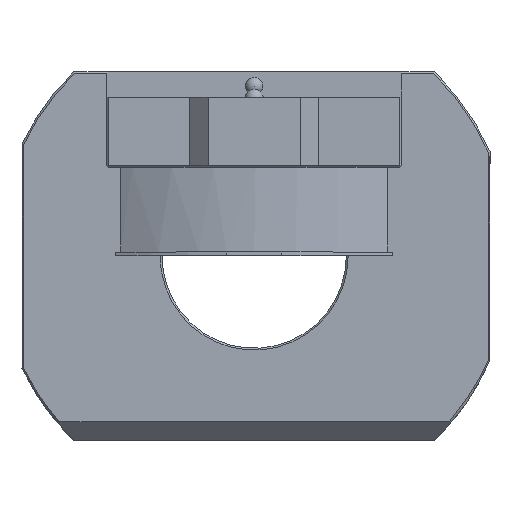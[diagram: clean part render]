
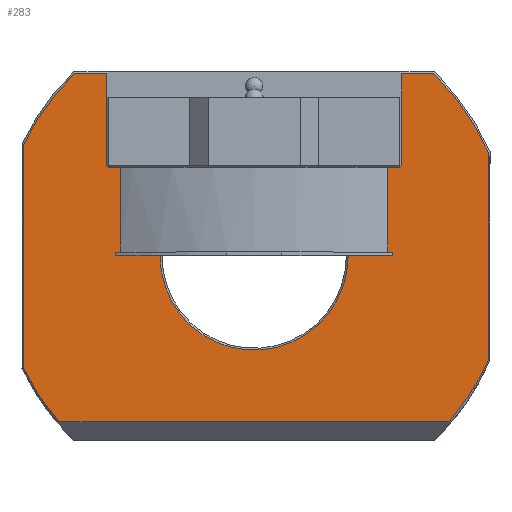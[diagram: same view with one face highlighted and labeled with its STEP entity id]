
A CAD part, top view. The second image highlights one B-rep face of the part: STEP entity #283.
In plain terms, the highlighted planar face has unit normal (0, 0, 1).
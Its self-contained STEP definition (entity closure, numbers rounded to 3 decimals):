
#283=ADVANCED_FACE('',(#598),#430,.T.);
#430=PLANE('',#3373);
#598=FACE_OUTER_BOUND('',#791,.T.);
#791=EDGE_LOOP('',(#1658,#1659,#1660,#1661,#1662,#1663,#1664,#1665,#1666,
#1667,#1668,#1669,#1670,#1671,#1672,#1673,#1674,#1675));
#1658=ORIENTED_EDGE('',*,*,#2585,.T.);
#1659=ORIENTED_EDGE('',*,*,#2586,.T.);
#1660=ORIENTED_EDGE('',*,*,#2560,.T.);
#1661=ORIENTED_EDGE('',*,*,#2562,.T.);
#1662=ORIENTED_EDGE('',*,*,#2564,.T.);
#1663=ORIENTED_EDGE('',*,*,#2587,.T.);
#1664=ORIENTED_EDGE('',*,*,#2635,.F.);
#1665=ORIENTED_EDGE('',*,*,#2632,.T.);
#1666=ORIENTED_EDGE('',*,*,#2571,.T.);
#1667=ORIENTED_EDGE('',*,*,#2568,.T.);
#1668=ORIENTED_EDGE('',*,*,#2567,.T.);
#1669=ORIENTED_EDGE('',*,*,#2566,.T.);
#1670=ORIENTED_EDGE('',*,*,#2575,.T.);
#1671=ORIENTED_EDGE('',*,*,#2597,.T.);
#1672=ORIENTED_EDGE('',*,*,#2636,.F.);
#1673=ORIENTED_EDGE('',*,*,#2576,.T.);
#1674=ORIENTED_EDGE('',*,*,#2580,.T.);
#1675=ORIENTED_EDGE('',*,*,#2582,.T.);
#2101=VERTEX_POINT('',#5808);
#2102=VERTEX_POINT('',#5813);
#2103=VERTEX_POINT('',#5823);
#2104=VERTEX_POINT('',#5833);
#2105=VERTEX_POINT('',#5845);
#2106=VERTEX_POINT('',#5846);
#2107=VERTEX_POINT('',#5857);
#2108=VERTEX_POINT('',#5864);
#2109=VERTEX_POINT('',#5878);
#2112=VERTEX_POINT('',#5893);
#2113=VERTEX_POINT('',#5903);
#2114=VERTEX_POINT('',#5904);
#2116=VERTEX_POINT('',#5923);
#2117=VERTEX_POINT('',#5933);
#2118=VERTEX_POINT('',#5943);
#2119=VERTEX_POINT('',#5958);
#2126=VERTEX_POINT('',#6016);
#2151=VERTEX_POINT('',#6203);
#2560=EDGE_CURVE('',#2102,#2101,#3072,.T.);
#2562=EDGE_CURVE('',#2101,#2103,#3074,.T.);
#2564=EDGE_CURVE('',#2103,#2104,#3076,.T.);
#2566=EDGE_CURVE('',#2105,#2106,#3078,.T.);
#2567=EDGE_CURVE('',#2107,#2105,#3079,.T.);
#2568=EDGE_CURVE('',#2108,#2107,#3080,.T.);
#2571=EDGE_CURVE('',#2109,#2108,#3083,.T.);
#2575=EDGE_CURVE('',#2106,#2112,#3087,.T.);
#2576=EDGE_CURVE('',#2113,#2114,#3088,.T.);
#2580=EDGE_CURVE('',#2114,#2116,#3092,.T.);
#2582=EDGE_CURVE('',#2116,#2117,#3094,.T.);
#2585=EDGE_CURVE('',#2117,#2118,#3097,.T.);
#2586=EDGE_CURVE('',#2118,#2102,#3098,.T.);
#2587=EDGE_CURVE('',#2104,#2119,#3099,.T.);
#2597=EDGE_CURVE('',#2112,#2126,#3109,.T.);
#2632=EDGE_CURVE('',#2151,#2109,#3144,.T.);
#2635=EDGE_CURVE('',#2151,#2119,#3147,.T.);
#2636=EDGE_CURVE('',#2113,#2126,#3148,.T.);
#3072=B_SPLINE_CURVE_WITH_KNOTS('',3,(#5809,#5810,#5811,#5812),
 .UNSPECIFIED.,.F.,.F.,(4,4),(0.,1.),.UNSPECIFIED.);
#3074=B_SPLINE_CURVE_WITH_KNOTS('',3,(#5819,#5820,#5821,#5822),
 .UNSPECIFIED.,.F.,.F.,(4,4),(0.,1.),.UNSPECIFIED.);
#3076=B_SPLINE_CURVE_WITH_KNOTS('',3,(#5829,#5830,#5831,#5832),
 .UNSPECIFIED.,.F.,.F.,(4,4),(0.,1.),.UNSPECIFIED.);
#3078=B_SPLINE_CURVE_WITH_KNOTS('',3,(#5839,#5840,#5841,#5842,#5843,#5844),
 .UNSPECIFIED.,.F.,.F.,(4,2,4),(0.,0.5,1.),.UNSPECIFIED.);
#3079=B_SPLINE_CURVE_WITH_KNOTS('',3,(#5847,#5848,#5849,#5850,#5851,#5852,
#5853,#5854,#5855,#5856),.UNSPECIFIED.,.F.,.F.,(4,2,2,2,4),(0.,0.25,0.5,
0.75,1.),.UNSPECIFIED.);
#3080=B_SPLINE_CURVE_WITH_KNOTS('',3,(#5858,#5859,#5860,#5861,#5862,#5863),
 .UNSPECIFIED.,.F.,.F.,(4,2,4),(0.,0.5,1.),.UNSPECIFIED.);
#3083=B_SPLINE_CURVE_WITH_KNOTS('',3,(#5874,#5875,#5876,#5877),
 .UNSPECIFIED.,.F.,.F.,(4,4),(0.,1.),.UNSPECIFIED.);
#3087=B_SPLINE_CURVE_WITH_KNOTS('',3,(#5894,#5895,#5896,#5897),
 .UNSPECIFIED.,.F.,.F.,(4,4),(0.,1.),.UNSPECIFIED.);
#3088=B_SPLINE_CURVE_WITH_KNOTS('',3,(#5899,#5900,#5901,#5902),
 .UNSPECIFIED.,.F.,.F.,(4,4),(0.,1.),.UNSPECIFIED.);
#3092=B_SPLINE_CURVE_WITH_KNOTS('',3,(#5919,#5920,#5921,#5922),
 .UNSPECIFIED.,.F.,.F.,(4,4),(0.,1.),.UNSPECIFIED.);
#3094=B_SPLINE_CURVE_WITH_KNOTS('',3,(#5929,#5930,#5931,#5932),
 .UNSPECIFIED.,.F.,.F.,(4,4),(0.,1.),.UNSPECIFIED.);
#3097=B_SPLINE_CURVE_WITH_KNOTS('',3,(#5944,#5945,#5946,#5947),
 .UNSPECIFIED.,.F.,.F.,(4,4),(0.,1.),.UNSPECIFIED.);
#3098=B_SPLINE_CURVE_WITH_KNOTS('',3,(#5949,#5950,#5951,#5952),
 .UNSPECIFIED.,.F.,.F.,(4,4),(0.,1.),.UNSPECIFIED.);
#3099=B_SPLINE_CURVE_WITH_KNOTS('',3,(#5954,#5955,#5956,#5957),
 .UNSPECIFIED.,.F.,.F.,(4,4),(0.,1.),.UNSPECIFIED.);
#3109=B_SPLINE_CURVE_WITH_KNOTS('',3,(#6017,#6018,#6019,#6020),
 .UNSPECIFIED.,.F.,.F.,(4,4),(0.,1.),.UNSPECIFIED.);
#3144=B_SPLINE_CURVE_WITH_KNOTS('',3,(#6199,#6200,#6201,#6202),
 .UNSPECIFIED.,.F.,.F.,(4,4),(0.,1.),.UNSPECIFIED.);
#3147=B_SPLINE_CURVE_WITH_KNOTS('',3,(#6214,#6215,#6216,#6217),
 .UNSPECIFIED.,.F.,.F.,(4,4),(0.,1.),.UNSPECIFIED.);
#3148=B_SPLINE_CURVE_WITH_KNOTS('',3,(#6218,#6219,#6220,#6221),
 .UNSPECIFIED.,.F.,.F.,(4,4),(0.,1.),.UNSPECIFIED.);
#3373=AXIS2_PLACEMENT_3D('',#6222,#3711,#3712);
#3711=DIRECTION('',(0.,0.,1.));
#3712=DIRECTION('',(0.,1.,0.));
#5808=CARTESIAN_POINT('',(63.5,-28.249,17.));
#5809=CARTESIAN_POINT('',(52.965,-45.,17.));
#5810=CARTESIAN_POINT('',(57.257,-39.948,17.));
#5811=CARTESIAN_POINT('',(60.805,-34.307,17.));
#5812=CARTESIAN_POINT('',(63.5,-28.249,17.));
#5813=CARTESIAN_POINT('',(52.965,-45.,17.));
#5819=CARTESIAN_POINT('',(63.5,-28.249,17.));
#5820=CARTESIAN_POINT('',(63.5,-9.416,17.));
#5821=CARTESIAN_POINT('',(63.5,9.416,17.));
#5822=CARTESIAN_POINT('',(63.5,28.249,17.));
#5823=CARTESIAN_POINT('',(63.5,28.249,17.));
#5829=CARTESIAN_POINT('',(63.5,28.249,17.));
#5830=CARTESIAN_POINT('',(59.967,36.19,17.));
#5831=CARTESIAN_POINT('',(54.976,43.399,17.));
#5832=CARTESIAN_POINT('',(48.785,49.5,17.));
#5833=CARTESIAN_POINT('',(48.785,49.5,17.));
#5839=CARTESIAN_POINT('',(-25.5,0.,17.));
#5840=CARTESIAN_POINT('',(-25.5,5.847,17.));
#5841=CARTESIAN_POINT('',(-23.432,11.635,17.));
#5842=CARTESIAN_POINT('',(-16.024,20.68,17.));
#5843=CARTESIAN_POINT('',(-10.758,23.848,17.));
#5844=CARTESIAN_POINT('',(-5.025,25.,17.));
#5845=CARTESIAN_POINT('',(-25.5,0.,17.));
#5846=CARTESIAN_POINT('',(-5.025,25.,17.));
#5847=CARTESIAN_POINT('',(25.5,0.,17.));
#5848=CARTESIAN_POINT('',(25.5,-6.697,17.));
#5849=CARTESIAN_POINT('',(22.766,-13.296,17.));
#5850=CARTESIAN_POINT('',(13.296,-22.766,17.));
#5851=CARTESIAN_POINT('',(6.696,-25.5,17.));
#5852=CARTESIAN_POINT('',(-6.696,-25.5,17.));
#5853=CARTESIAN_POINT('',(-13.296,-22.766,17.));
#5854=CARTESIAN_POINT('',(-22.766,-13.296,17.));
#5855=CARTESIAN_POINT('',(-25.5,-6.698,17.));
#5856=CARTESIAN_POINT('',(-25.5,0.,17.));
#5857=CARTESIAN_POINT('',(25.5,0.,17.));
#5858=CARTESIAN_POINT('',(5.025,25.,17.));
#5859=CARTESIAN_POINT('',(10.757,23.848,17.));
#5860=CARTESIAN_POINT('',(16.024,20.68,17.));
#5861=CARTESIAN_POINT('',(23.432,11.635,17.));
#5862=CARTESIAN_POINT('',(25.5,5.848,17.));
#5863=CARTESIAN_POINT('',(25.5,0.,17.));
#5864=CARTESIAN_POINT('',(5.025,25.,17.));
#5874=CARTESIAN_POINT('',(39.5,25.,17.));
#5875=CARTESIAN_POINT('',(28.008,25.,17.));
#5876=CARTESIAN_POINT('',(16.517,25.,17.));
#5877=CARTESIAN_POINT('',(5.025,25.,17.));
#5878=CARTESIAN_POINT('',(39.5,25.,17.));
#5893=CARTESIAN_POINT('',(-39.5,25.,17.));
#5894=CARTESIAN_POINT('',(-5.025,25.,17.));
#5895=CARTESIAN_POINT('',(-16.517,25.,17.));
#5896=CARTESIAN_POINT('',(-28.008,25.,17.));
#5897=CARTESIAN_POINT('',(-39.5,25.,17.));
#5899=CARTESIAN_POINT('',(-40.,49.5,17.));
#5900=CARTESIAN_POINT('',(-42.928,49.5,17.));
#5901=CARTESIAN_POINT('',(-45.857,49.5,17.));
#5902=CARTESIAN_POINT('',(-48.785,49.5,17.));
#5903=CARTESIAN_POINT('',(-40.,49.5,17.));
#5904=CARTESIAN_POINT('',(-48.785,49.5,17.));
#5919=CARTESIAN_POINT('',(-48.785,49.5,17.));
#5920=CARTESIAN_POINT('',(-54.408,43.958,17.));
#5921=CARTESIAN_POINT('',(-59.047,37.498,17.));
#5922=CARTESIAN_POINT('',(-62.5,30.397,17.));
#5923=CARTESIAN_POINT('',(-62.5,30.397,17.));
#5929=CARTESIAN_POINT('',(-62.5,30.397,17.));
#5930=CARTESIAN_POINT('',(-62.5,10.132,17.));
#5931=CARTESIAN_POINT('',(-62.5,-10.132,17.));
#5932=CARTESIAN_POINT('',(-62.5,-30.397,17.));
#5933=CARTESIAN_POINT('',(-62.5,-30.397,17.));
#5943=CARTESIAN_POINT('',(-52.965,-45.,17.));
#5944=CARTESIAN_POINT('',(-62.5,-30.397,17.));
#5945=CARTESIAN_POINT('',(-59.947,-35.646,17.));
#5946=CARTESIAN_POINT('',(-56.744,-40.552,17.));
#5947=CARTESIAN_POINT('',(-52.965,-45.,17.));
#5949=CARTESIAN_POINT('',(-52.965,-45.,17.));
#5950=CARTESIAN_POINT('',(-17.655,-45.,17.));
#5951=CARTESIAN_POINT('',(17.655,-45.,17.));
#5952=CARTESIAN_POINT('',(52.965,-45.,17.));
#5954=CARTESIAN_POINT('',(48.785,49.5,17.));
#5955=CARTESIAN_POINT('',(45.857,49.5,17.));
#5956=CARTESIAN_POINT('',(42.928,49.5,17.));
#5957=CARTESIAN_POINT('',(40.,49.5,17.));
#5958=CARTESIAN_POINT('',(40.,49.5,17.));
#6016=CARTESIAN_POINT('',(-40.,25.5,17.));
#6017=CARTESIAN_POINT('',(-39.5,25.,17.));
#6018=CARTESIAN_POINT('',(-39.667,25.167,17.));
#6019=CARTESIAN_POINT('',(-39.833,25.333,17.));
#6020=CARTESIAN_POINT('',(-40.,25.5,17.));
#6199=CARTESIAN_POINT('',(40.,25.5,17.));
#6200=CARTESIAN_POINT('',(39.833,25.333,17.));
#6201=CARTESIAN_POINT('',(39.667,25.167,17.));
#6202=CARTESIAN_POINT('',(39.5,25.,17.));
#6203=CARTESIAN_POINT('',(40.,25.5,17.));
#6214=CARTESIAN_POINT('',(40.,25.5,17.));
#6215=CARTESIAN_POINT('',(40.,33.5,17.));
#6216=CARTESIAN_POINT('',(40.,41.5,17.));
#6217=CARTESIAN_POINT('',(40.,49.5,17.));
#6218=CARTESIAN_POINT('',(-40.,49.5,17.));
#6219=CARTESIAN_POINT('',(-40.,41.5,17.));
#6220=CARTESIAN_POINT('',(-40.,33.5,17.));
#6221=CARTESIAN_POINT('',(-40.,25.5,17.));
#6222=CARTESIAN_POINT('',(59.,-22.,17.));
